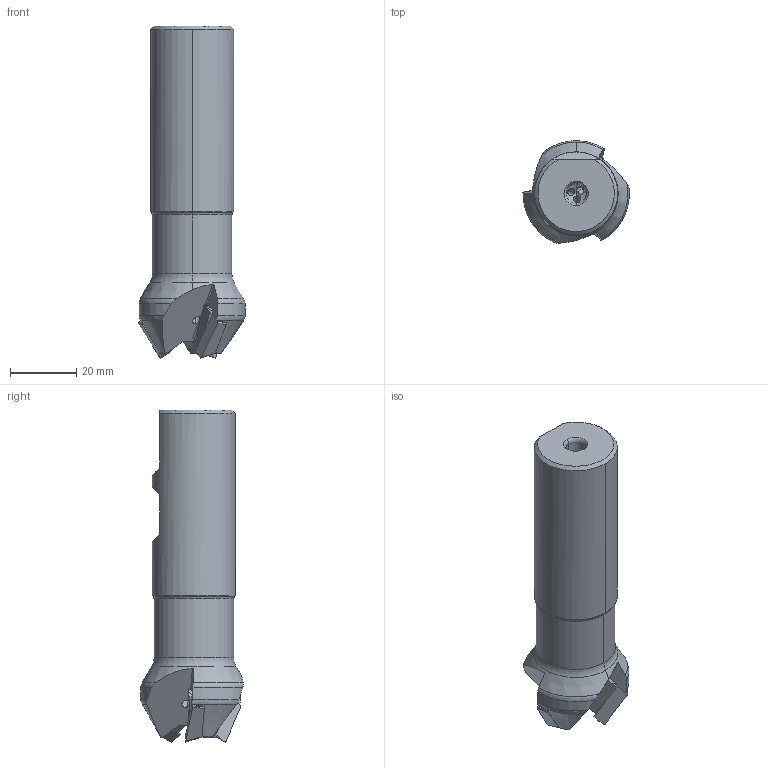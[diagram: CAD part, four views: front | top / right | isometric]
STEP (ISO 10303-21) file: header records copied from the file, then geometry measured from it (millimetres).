
FILE_DESCRIPTION((''),'2;1');
FILE_NAME('12M1R020044W5R00_','2020-02-13T',('poussios'),(''),'CREO PARAMETRIC BY PTC INC, 2017020','CREO PARAMETRIC BY PTC INC, 2017020','');
FILE_SCHEMA(('AUTOMOTIVE_DESIGN { 1 0 10303 214 1 1 1 1 }'));
Length unit declared in the file: millimetre
Products named in the file (3): NOCUT; BOMT130404R_; 12M1R020044W5R00_
Assembly tree (4 placements, depth 2):
  12M1R020044W5R00_
    NOCUT
    BOMT130404R_  x3
Bounding box: 32.05 x 30.86 x 100.01 mm (x, y, z)
Volume: 43676.4 mm3; surface area: 11591.6 mm2
Topology: 4 solids, 4 shells, 137 faces, 406 edges, 299 vertices
Faces by surface type: plane 64, cylinder 32, torus 21, cone 20
Entity records: 6630 total; most frequent: CARTESIAN_POINT 2452, ORIENTED_EDGE 596, DIRECTION 498, PRESENTATION_STYLE_ASSIGNMENT 334, STYLED_ITEM 334, CURVE_STYLE 332, EDGE_CURVE 298, VERTEX_POINT 193
